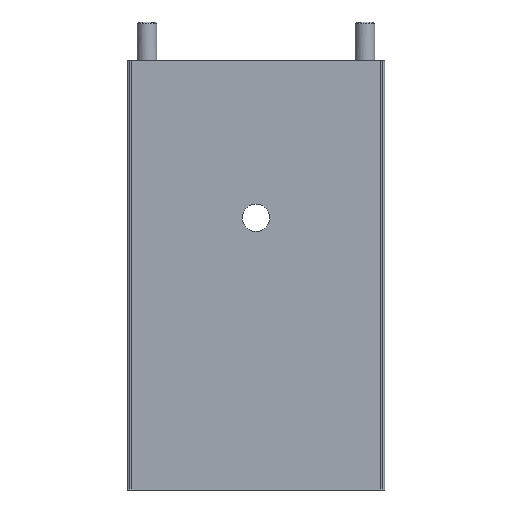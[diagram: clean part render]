
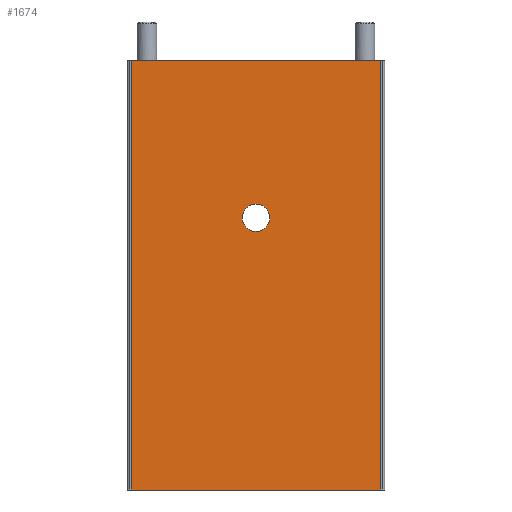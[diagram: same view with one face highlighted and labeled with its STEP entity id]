
A CAD part, front view. The second image highlights one B-rep face of the part: STEP entity #1674.
In plain terms, the highlighted planar face has unit normal (0, -1, 0).
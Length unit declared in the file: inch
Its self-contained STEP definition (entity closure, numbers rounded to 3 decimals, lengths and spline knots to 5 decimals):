
#25 = EDGE_CURVE ( 'NONE', #1719, #2217, #1272, .T. ) ;
#28 = FACE_BOUND ( 'NONE', #2462, .T. ) ;
#29 = EDGE_CURVE ( 'NONE', #1087, #1993, #1594, .T. ) ;
#137 = VECTOR ( 'NONE', #1832, 39.37008 ) ;
#176 = VERTEX_POINT ( 'NONE', #1939 ) ;
#207 = CARTESIAN_POINT ( 'NONE',  ( 0.57087, -0.11811, -1.9685 ) ) ;
#217 = CARTESIAN_POINT ( 'NONE',  ( 0., -0.11811, -0.72047 ) ) ;
#369 = CARTESIAN_POINT ( 'NONE',  ( -0.57087, -0.11811, -1.9685 ) ) ;
#404 = ORIENTED_EDGE ( 'NONE', *, *, #25, .T. ) ;
#433 = VECTOR ( 'NONE', #838, 39.37008 ) ;
#434 = LINE ( 'NONE', #1052, #433 ) ;
#448 = DIRECTION ( 'NONE',  ( 0., 0., 1. ) ) ;
#452 = EDGE_CURVE ( 'NONE', #1993, #1087, #2099, .T. ) ;
#496 = CARTESIAN_POINT ( 'NONE',  ( 0., -0.11811, -0.65748 ) ) ;
#524 = AXIS2_PLACEMENT_3D ( 'NONE', #1539, #1361, #2879 ) ;
#608 = DIRECTION ( 'NONE',  ( 0., -1., 0. ) ) ;
#632 = LINE ( 'NONE', #2640, #1217 ) ;
#648 = EDGE_CURVE ( 'NONE', #2217, #657, #632, .T. ) ;
#657 = VERTEX_POINT ( 'NONE', #1991 ) ;
#690 = DIRECTION ( 'NONE',  ( 0., 0., 1. ) ) ;
#752 = CARTESIAN_POINT ( 'NONE',  ( 0., -0.11811, -0.78346 ) ) ;
#838 = DIRECTION ( 'NONE',  ( 0., 0., 1. ) ) ;
#912 = DIRECTION ( 'NONE',  ( 0., 1., 0. ) ) ;
#1052 = CARTESIAN_POINT ( 'NONE',  ( -0.57087, -0.11811, -1.9685 ) ) ;
#1059 = EDGE_CURVE ( 'NONE', #1719, #176, #434, .T. ) ;
#1087 = VERTEX_POINT ( 'NONE', #752 ) ;
#1217 = VECTOR ( 'NONE', #690, 39.37008 ) ;
#1257 = EDGE_LOOP ( 'NONE', ( #2859, #1872, #404, #2502 ) ) ;
#1272 = LINE ( 'NONE', #1732, #137 ) ;
#1361 = DIRECTION ( 'NONE',  ( 0., 1., 0. ) ) ;
#1539 = CARTESIAN_POINT ( 'NONE',  ( 0., -0.11811, -0.72047 ) ) ;
#1547 = ORIENTED_EDGE ( 'NONE', *, *, #29, .T. ) ;
#1594 = CIRCLE ( 'NONE', #2519, 0.06299 ) ;
#1634 = FACE_OUTER_BOUND ( 'NONE', #1257, .T. ) ;
#1666 = CARTESIAN_POINT ( 'NONE',  ( -0.57087, -0.11811, -1.9685 ) ) ;
#1674 = ADVANCED_FACE ( 'NONE', ( #28, #1634 ), #1838, .T. ) ;
#1719 = VERTEX_POINT ( 'NONE', #369 ) ;
#1732 = CARTESIAN_POINT ( 'NONE',  ( -0.57087, -0.11811, -1.9685 ) ) ;
#1832 = DIRECTION ( 'NONE',  ( 1., 0., 0. ) ) ;
#1838 = PLANE ( 'NONE',  #1879 ) ;
#1872 = ORIENTED_EDGE ( 'NONE', *, *, #1059, .F. ) ;
#1879 = AXIS2_PLACEMENT_3D ( 'NONE', #1666, #608, #2550 ) ;
#1939 = CARTESIAN_POINT ( 'NONE',  ( -0.57087, -0.11811, 0. ) ) ;
#1991 = CARTESIAN_POINT ( 'NONE',  ( 0.57087, -0.11811, 0. ) ) ;
#1993 = VERTEX_POINT ( 'NONE', #496 ) ;
#2099 = CIRCLE ( 'NONE', #524, 0.06299 ) ;
#2170 = CARTESIAN_POINT ( 'NONE',  ( -0.57087, -0.11811, 0. ) ) ;
#2217 = VERTEX_POINT ( 'NONE', #207 ) ;
#2421 = EDGE_CURVE ( 'NONE', #176, #657, #2573, .T. ) ;
#2462 = EDGE_LOOP ( 'NONE', ( #2612, #1547 ) ) ;
#2502 = ORIENTED_EDGE ( 'NONE', *, *, #648, .T. ) ;
#2519 = AXIS2_PLACEMENT_3D ( 'NONE', #217, #912, #448 ) ;
#2550 = DIRECTION ( 'NONE',  ( 1., 0., 0. ) ) ;
#2573 = LINE ( 'NONE', #2170, #2578 ) ;
#2578 = VECTOR ( 'NONE', #2634, 39.37008 ) ;
#2612 = ORIENTED_EDGE ( 'NONE', *, *, #452, .T. ) ;
#2634 = DIRECTION ( 'NONE',  ( 1., 0., 0. ) ) ;
#2640 = CARTESIAN_POINT ( 'NONE',  ( 0.57087, -0.11811, -1.9685 ) ) ;
#2859 = ORIENTED_EDGE ( 'NONE', *, *, #2421, .F. ) ;
#2879 = DIRECTION ( 'NONE',  ( 0., 0., 1. ) ) ;
